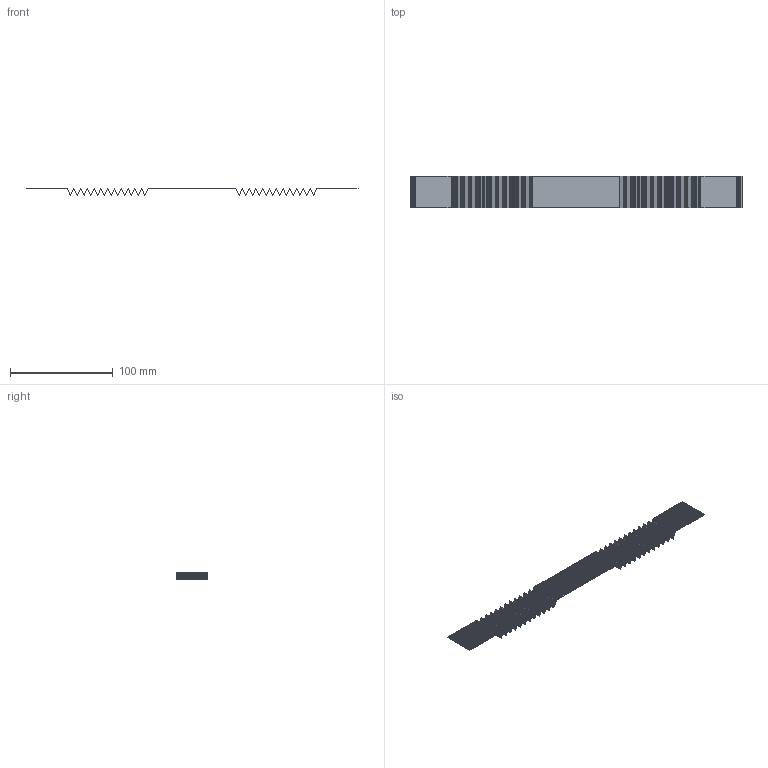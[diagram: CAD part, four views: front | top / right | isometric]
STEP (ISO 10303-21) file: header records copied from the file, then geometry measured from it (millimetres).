
FILE_DESCRIPTION(/* description */ ('Unknown'),/* implementation_level */ '2;1');
FILE_NAME(/* name */ '686630225001',/* time_stamp */ '2020-12-07T09:43:11+01:00',/* author */ ('Unknown'),/* organization */ ('Unknown'),/* preprocessor_version */ 'ST-DEVELOPER v16.7',/* originating_system */ 'DEX',/* authorisation */ $);
FILE_SCHEMA (('AUTOMOTIVE_DESIGN {1 0 10303 214 3 1 1}'));
Products named in the file (2): 6866xx225001; 686630225001
Assembly tree (1 placements, depth 2):
  6866xx225001
    686630225001
Bounding box: 323.56 x 31 x 7.62 mm (x, y, z)
Volume: 1468.7 mm3; surface area: 58345.5 mm2
Topology: 1 solids, 1 shells, 3304 faces, 9958 edges, 6596 vertices
Faces by surface type: plane 3304
Entity records: 132622 total; most frequent: ORIENTED_EDGE 19916, CARTESIAN_POINT 19863, DIRECTION 16569, EDGE_CURVE 9958, LINE 9957, VECTOR 9957, VERTEX_POINT 6596, AXIS2_PLACEMENT_3D 3306
